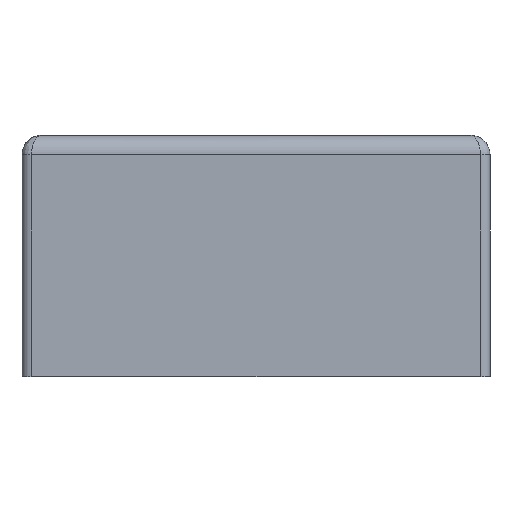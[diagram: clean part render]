
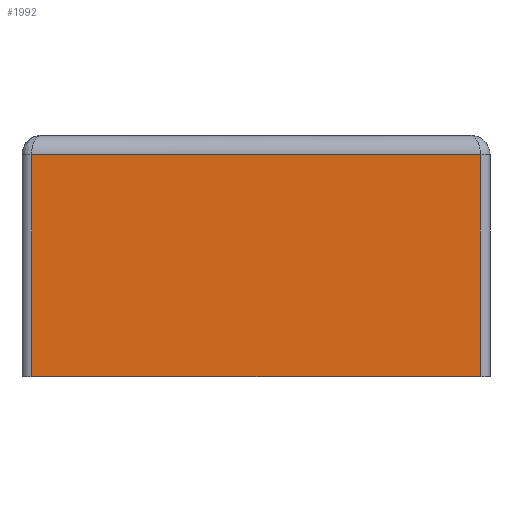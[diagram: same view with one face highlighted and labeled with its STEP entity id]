
A CAD part, front view. The second image highlights one B-rep face of the part: STEP entity #1992.
In plain terms, the highlighted planar face has unit normal (0, -1, 0).
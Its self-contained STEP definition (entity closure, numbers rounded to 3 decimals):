
#185=FACE_OUTER_BOUND('',#301,.T.);
#301=EDGE_LOOP('',(#1503,#1504,#1505,#1506));
#459=LINE('',#3210,#677);
#461=LINE('',#3214,#679);
#462=LINE('',#3216,#680);
#463=LINE('',#3217,#681);
#677=VECTOR('',#2536,10.);
#679=VECTOR('',#2540,10.);
#680=VECTOR('',#2541,10.);
#681=VECTOR('',#2542,10.);
#887=VERTEX_POINT('',#3102);
#889=VERTEX_POINT('',#3132);
#898=VERTEX_POINT('',#3213);
#899=VERTEX_POINT('',#3215);
#1127=EDGE_CURVE('',#887,#889,#459,.T.);
#1129=EDGE_CURVE('',#898,#887,#461,.T.);
#1130=EDGE_CURVE('',#899,#898,#462,.T.);
#1131=EDGE_CURVE('',#889,#899,#463,.T.);
#1503=ORIENTED_EDGE('',*,*,#1127,.F.);
#1504=ORIENTED_EDGE('',*,*,#1129,.F.);
#1505=ORIENTED_EDGE('',*,*,#1130,.F.);
#1506=ORIENTED_EDGE('',*,*,#1131,.F.);
#1885=PLANE('',#2166);
#1992=ADVANCED_FACE('',(#185),#1885,.T.);
#2166=AXIS2_PLACEMENT_3D('',#3212,#2538,#2539);
#2536=DIRECTION('',(1.,0.,0.));
#2538=DIRECTION('center_axis',(0.,-1.,0.));
#2539=DIRECTION('ref_axis',(1.,0.,0.));
#2540=DIRECTION('',(0.,0.,1.));
#2541=DIRECTION('',(-1.,0.,0.));
#2542=DIRECTION('',(0.,0.,-1.));
#3102=CARTESIAN_POINT('',(-9.3,-9.7,9.2));
#3132=CARTESIAN_POINT('',(9.3,-9.7,9.2));
#3210=CARTESIAN_POINT('',(-4.85,-9.7,9.2));
#3212=CARTESIAN_POINT('Origin',(-9.7,-9.7,0.));
#3213=CARTESIAN_POINT('',(-9.3,-9.7,0.));
#3214=CARTESIAN_POINT('',(-9.3,-9.7,0.));
#3215=CARTESIAN_POINT('',(9.3,-9.7,0.));
#3216=CARTESIAN_POINT('',(9.7,-9.7,0.));
#3217=CARTESIAN_POINT('',(9.3,-9.7,0.));
